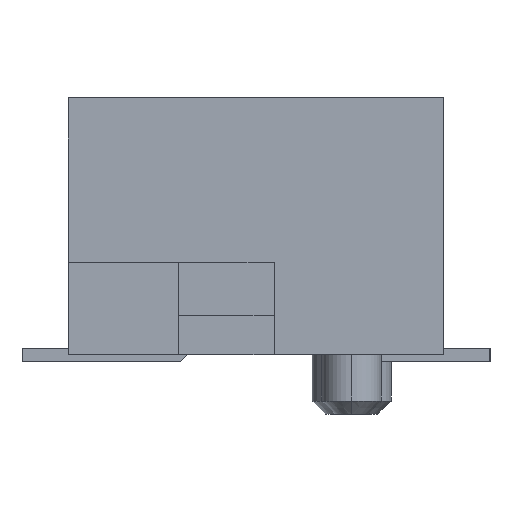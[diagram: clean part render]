
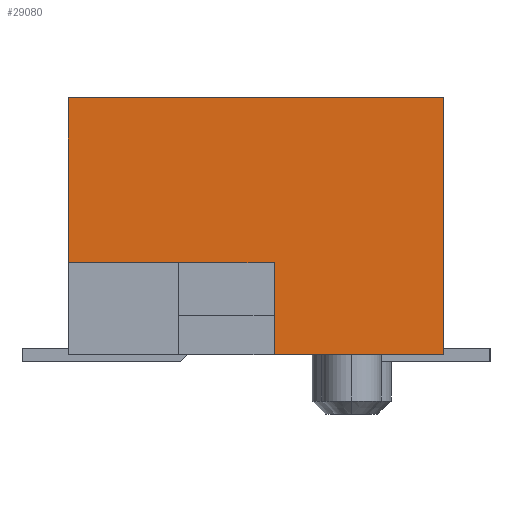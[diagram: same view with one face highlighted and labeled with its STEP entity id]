
A CAD part, left-side view. The second image highlights one B-rep face of the part: STEP entity #29080.
In plain terms, the highlighted planar face has unit normal (-1, 0, 0).
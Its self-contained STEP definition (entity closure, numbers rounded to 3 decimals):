
#7880=CARTESIAN_POINT('',(-7.9,-0.275,3.4));
#7890=VERTEX_POINT('',#7880);
#7940=CARTESIAN_POINT('',(-7.9,-0.275,2.));
#7950=DIRECTION('',(0.,0.,-1.));
#7960=VECTOR('',#7950,1.);
#7970=LINE('',#7940,#7960);
#7980=CARTESIAN_POINT('',(-7.9,-0.275,2.));
#7990=VERTEX_POINT('',#7980);
#8000=EDGE_CURVE('',#7890,#7990,#7970,.T.);
#8540=CARTESIAN_POINT('',(-7.9,0.,5.9));
#8550=DIRECTION('',(0.,-1.,0.));
#8560=VECTOR('',#8550,1.);
#8570=LINE('',#8540,#8560);
#8580=CARTESIAN_POINT('',(-7.9,2.85,5.9));
#8590=VERTEX_POINT('',#8580);
#8600=CARTESIAN_POINT('',(-7.9,-2.85,5.9));
#8610=VERTEX_POINT('',#8600);
#8620=EDGE_CURVE('',#8590,#8610,#8570,.T.);
#10380=CARTESIAN_POINT('',(-7.9,-2.85,2.));
#10390=VERTEX_POINT('',#10380);
#10420=CARTESIAN_POINT('',(-7.9,-2.85,0.));
#10430=DIRECTION('',(0.,0.,1.));
#10440=VECTOR('',#10430,1.);
#10450=LINE('',#10420,#10440);
#10460=EDGE_CURVE('',#10390,#8610,#10450,.T.);
#24000=CARTESIAN_POINT('',(-7.9,0.,2.));
#24010=DIRECTION('',(0.,-1.,0.));
#24020=VECTOR('',#24010,1.);
#24030=LINE('',#24000,#24020);
#24040=EDGE_CURVE('',#7990,#10390,#24030,.T.);
#24450=CARTESIAN_POINT('',(-7.9,2.85,0.));
#24460=DIRECTION('',(0.,0.,1.));
#24470=VECTOR('',#24460,1.);
#24480=LINE('',#24450,#24470);
#24490=CARTESIAN_POINT('',(-7.9,2.85,3.4));
#24500=VERTEX_POINT('',#24490);
#24510=EDGE_CURVE('',#24500,#8590,#24480,.T.);
#28900=CARTESIAN_POINT('',(-7.9,-2.85,2.));
#28910=DIRECTION('',(-1.,0.,0.));
#28920=DIRECTION('',(0.,1.,0.));
#28930=AXIS2_PLACEMENT_3D('',#28900,#28910,#28920);
#28940=PLANE('',#28930);
#28950=ORIENTED_EDGE('',*,*,#8000,.T.);
#28960=CARTESIAN_POINT('',(-7.9,0.,3.4));
#28970=DIRECTION('',(0.,1.,0.));
#28980=VECTOR('',#28970,1.);
#28990=LINE('',#28960,#28980);
#29000=EDGE_CURVE('',#7890,#24500,#28990,.T.);
#29010=ORIENTED_EDGE('',*,*,#29000,.F.);
#29020=ORIENTED_EDGE('',*,*,#24510,.F.);
#29030=ORIENTED_EDGE('',*,*,#8620,.F.);
#29040=ORIENTED_EDGE('',*,*,#10460,.T.);
#29050=ORIENTED_EDGE('',*,*,#24040,.T.);
#29060=EDGE_LOOP('',(#29050,#29040,#29030,#29020,#29010,#28950));
#29070=FACE_OUTER_BOUND('',#29060,.T.);
#29080=ADVANCED_FACE('',(#29070),#28940,.T.);
